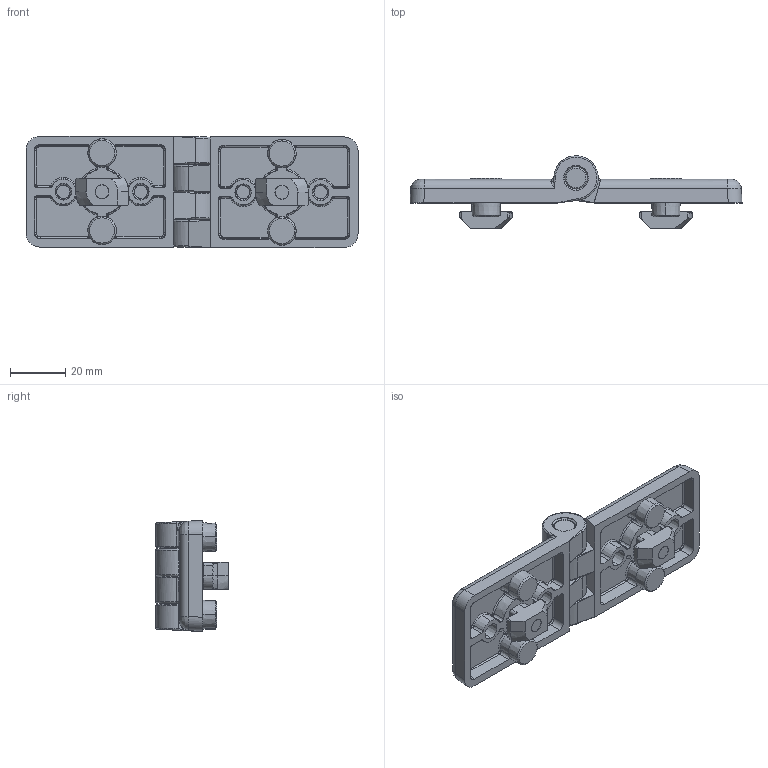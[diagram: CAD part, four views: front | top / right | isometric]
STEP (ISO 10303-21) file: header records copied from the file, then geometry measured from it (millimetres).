
FILE_DESCRIPTION (( 'STEP AP203' ), '1' );
FILE_NAME ('412535747_c_1.STEP', '2023-02-24T06:46:06', ( '' ), ( '' ), 'SwSTEP 2.0', 'SolidWorks 2014', '' );
FILE_SCHEMA (( 'CONFIG_CONTROL_DESIGN' ));
Length unit declared in the file: millimetre
Products named in the file (1): 412535747_c_1
Bounding box: 120 x 26.1 x 40.2 mm (x, y, z)
Volume: 34861.3 mm3; surface area: 23482.2 mm2
Topology: 11 solids, 11 shells, 768 faces, 1934 edges, 1205 vertices
Faces by surface type: cylinder 250, plane 201, bspline 134, cone 109, torus 74
Entity records: 28852 total; most frequent: CARTESIAN_POINT 11643, ORIENTED_EDGE 3856, DIRECTION 3275, EDGE_CURVE 1928, AXIS2_PLACEMENT_3D 1275, VERTEX_POINT 1205, EDGE_LOOP 807, ADVANCED_FACE 768
